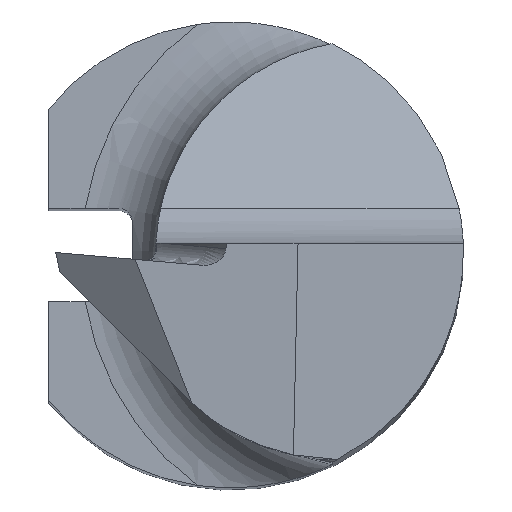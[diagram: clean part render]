
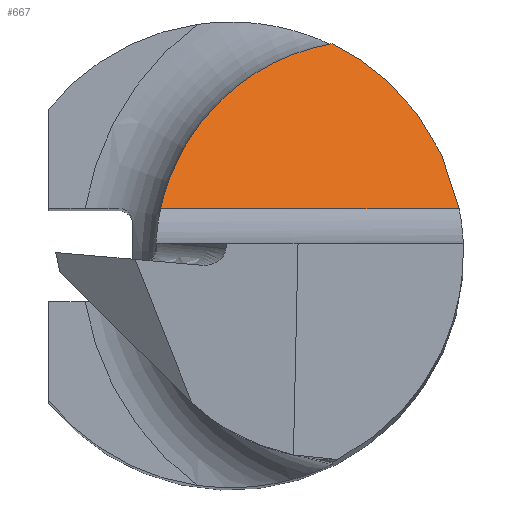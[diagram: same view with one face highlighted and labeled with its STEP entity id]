
A CAD part, top view. The second image highlights one B-rep face of the part: STEP entity #667.
In plain terms, the highlighted planar face has unit normal (0, 0.766, 0.643).
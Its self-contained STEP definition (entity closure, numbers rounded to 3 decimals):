
#26 = CARTESIAN_POINT ( 'NONE',  ( 2.302, 1.263, 25.676 ) ) ;
#39 = CARTESIAN_POINT ( 'NONE',  ( 2.5, 2.25, 24.5 ) ) ;
#41 = EDGE_CURVE ( 'NONE', #895, #390, #297, .T. ) ;
#53 = ORIENTED_EDGE ( 'NONE', *, *, #584, .T. ) ;
#124 = AXIS2_PLACEMENT_3D ( 'NONE', #39, #1274, #259 ) ;
#127 = FACE_OUTER_BOUND ( 'NONE', #287, .T. ) ;
#212 = ORIENTED_EDGE ( 'NONE', *, *, #41, .T. ) ;
#238 = CARTESIAN_POINT ( 'NONE',  ( 2.5, 0.474, 26.616 ) ) ;
#259 = DIRECTION ( 'NONE',  ( 0., 0.643, -0.766 ) ) ;
#263 = CARTESIAN_POINT ( 'NONE',  ( -0.75, 0.474, 26.616 ) ) ;
#287 = EDGE_LOOP ( 'NONE', ( #994, #53, #212 ) ) ;
#297 =( BOUNDED_CURVE ( )  B_SPLINE_CURVE ( 3, ( #657, #866, #983, #263 ),
 .UNSPECIFIED., .F., .T. ) 
 B_SPLINE_CURVE_WITH_KNOTS ( ( 4, 4 ),
 ( 0.174, 1.362 ),
 .UNSPECIFIED. ) 
 CURVE ( )  GEOMETRIC_REPRESENTATION_ITEM ( )  RATIONAL_B_SPLINE_CURVE ( ( 1., 0.886, 0.886, 1. ) ) 
 REPRESENTATION_ITEM ( '' )  );
#380 = VECTOR ( 'NONE', #844, 1000. ) ;
#390 = VERTEX_POINT ( 'NONE', #775 ) ;
#501 = CARTESIAN_POINT ( 'NONE',  ( 1.813, 1.9, 24.917 ) ) ;
#565 = CARTESIAN_POINT ( 'NONE',  ( 2.455, 0.474, 26.616 ) ) ;
#584 = EDGE_CURVE ( 'NONE', #1104, #895, #981, .T. ) ;
#657 = CARTESIAN_POINT ( 'NONE',  ( 1.09, 2.25, 24.5 ) ) ;
#667 = ADVANCED_FACE ( 'NONE', ( #127 ), #919, .F. ) ;
#704 = CARTESIAN_POINT ( 'NONE',  ( 2.455, 0.474, 26.616 ) ) ;
#775 = CARTESIAN_POINT ( 'NONE',  ( -0.75, 0.474, 26.616 ) ) ;
#844 = DIRECTION ( 'NONE',  ( -1., 0., 0. ) ) ;
#866 = CARTESIAN_POINT ( 'NONE',  ( 0.142, 2.084, 24.698 ) ) ;
#895 = VERTEX_POINT ( 'NONE', #1073 ) ;
#919 = PLANE ( 'NONE',  #124 ) ;
#981 =( BOUNDED_CURVE ( )  B_SPLINE_CURVE ( 3, ( #704, #26, #501, #1127 ),
 .UNSPECIFIED., .F., .F. ) 
 B_SPLINE_CURVE_WITH_KNOTS ( ( 4, 4 ),
 ( 4.903, 5.832 ),
 .UNSPECIFIED. ) 
 CURVE ( )  GEOMETRIC_REPRESENTATION_ITEM ( )  RATIONAL_B_SPLINE_CURVE ( ( 1., 0.929, 0.929, 1. ) ) 
 REPRESENTATION_ITEM ( '' )  );
#983 = CARTESIAN_POINT ( 'NONE',  ( -0.55, 1.416, 25.494 ) ) ;
#986 = EDGE_CURVE ( 'NONE', #1104, #390, #1243, .T. ) ;
#994 = ORIENTED_EDGE ( 'NONE', *, *, #986, .F. ) ;
#1073 = CARTESIAN_POINT ( 'NONE',  ( 1.09, 2.25, 24.5 ) ) ;
#1104 = VERTEX_POINT ( 'NONE', #565 ) ;
#1127 = CARTESIAN_POINT ( 'NONE',  ( 1.09, 2.25, 24.5 ) ) ;
#1243 = LINE ( 'NONE', #238, #380 ) ;
#1274 = DIRECTION ( 'NONE',  ( 0., -0.766, -0.643 ) ) ;
